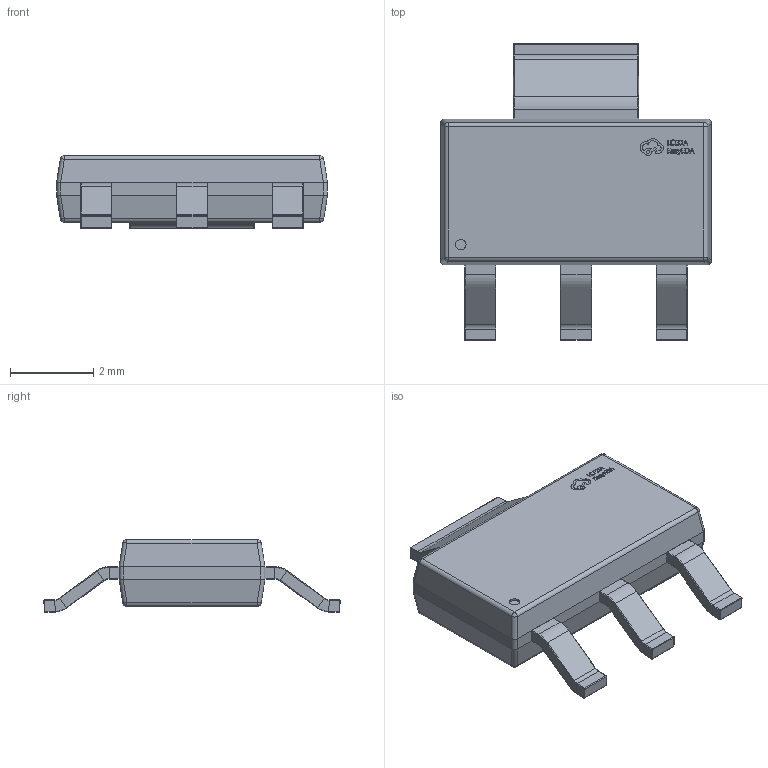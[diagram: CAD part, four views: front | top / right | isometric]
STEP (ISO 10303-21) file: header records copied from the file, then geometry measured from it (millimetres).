
FILE_DESCRIPTION(/* description */ ('Designed by EasyEDA Pro'),/* implementation_level */ '2;1');
FILE_NAME(/* name */ 'SOT-223-3.step',/* time_stamp */ '2025-03-29T21:01:48+08:00',/* author */ (''),/* organization */ (''),/* preprocessor_version */ 'ST-DEVELOPER v20.1',/* originating_system */ 'Autodesk Translation Framework v14.4.0.0',/* authorisation */ '');
FILE_SCHEMA (('AUTOMOTIVE_DESIGN { 1 0 10303 214 3 1 1 }'));
Length unit declared in the file: millimetre
Products named in the file (4): Vlkc-PCBModel; Vlkc-Board; Vlkc-Q1-SOT-223-3_L6.5-W3.4-P2.30-LS7.0-BR; COMPOUND
Assembly tree (3 placements, depth 3):
  Vlkc-PCBModel
    Vlkc-Board
    Vlkc-Q1-SOT-223-3_L6.5-W3.4-P2.30-LS7.0-BR
      COMPOUND
Bounding box: 6.5 x 7.11 x 1.75 mm (x, y, z)
Volume: 38.3 mm3; surface area: 101.5 mm2
Topology: 18 solids, 18 shells, 530 faces, 1273 edges, 780 vertices
Faces by surface type: plane 261, bspline 112, cylinder 101, torus 32, sphere 24
Full cylindrical faces by diameter (mm): 0.25 x1
Entity records: 16980 total; most frequent: CARTESIAN_POINT 4429, ORIENTED_EDGE 2532, DIRECTION 2306, EDGE_CURVE 1266, LINE 792, VECTOR 792, VERTEX_POINT 780, AXIS2_PLACEMENT_3D 757
